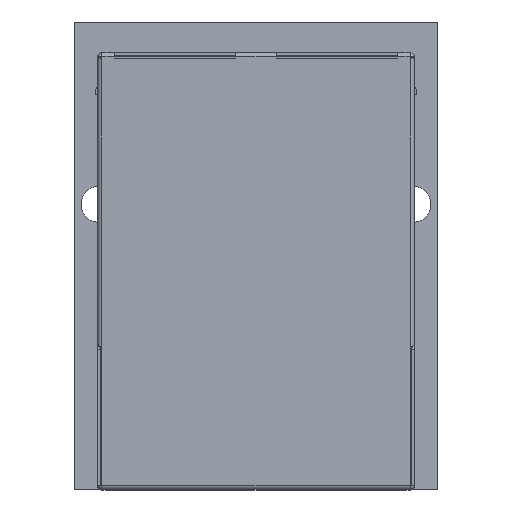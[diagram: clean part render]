
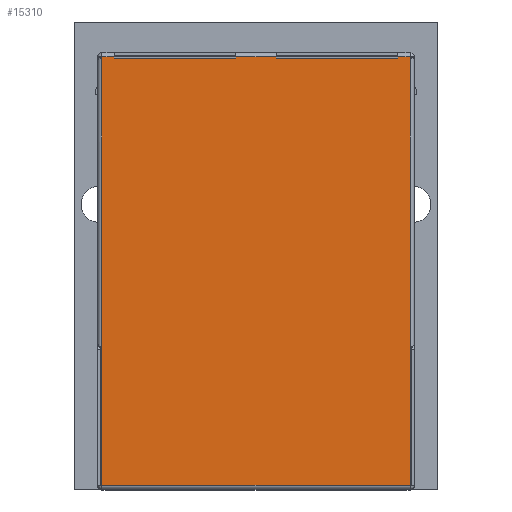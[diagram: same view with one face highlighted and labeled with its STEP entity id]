
A CAD part, top view. The second image highlights one B-rep face of the part: STEP entity #15310.
In plain terms, the highlighted planar face has unit normal (0, 0, 1).
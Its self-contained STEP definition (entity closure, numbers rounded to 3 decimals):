
#15003 = VERTEX_POINT('',#15004);
#15004 = CARTESIAN_POINT('',(-7.625,-12.87,
    13.84));
#15012 = EDGE_CURVE('',#15013,#15003,#15015,.T.);
#15013 = VERTEX_POINT('',#15014);
#15014 = CARTESIAN_POINT('',(-7.625,8.32,
    13.84));
#15015 = LINE('',#15016,#15017);
#15016 = CARTESIAN_POINT('',(-7.625,8.32,
    13.84));
#15017 = VECTOR('',#15018,1.);
#15018 = DIRECTION('',(0.,-1.,0.));
#15175 = EDGE_CURVE('',#15176,#15178,#15180,.T.);
#15176 = VERTEX_POINT('',#15177);
#15177 = CARTESIAN_POINT('',(7.,8.32,
    13.84));
#15178 = VERTEX_POINT('',#15179);
#15179 = CARTESIAN_POINT('',(7.625,8.32,
    13.84));
#15180 = LINE('',#15181,#15182);
#15181 = CARTESIAN_POINT('',(7.,8.32,
    13.84));
#15182 = VECTOR('',#15183,1.);
#15183 = DIRECTION('',(1.,0.,0.));
#15208 = EDGE_CURVE('',#15209,#15211,#15213,.T.);
#15209 = VERTEX_POINT('',#15210);
#15210 = CARTESIAN_POINT('',(-1.,8.32,
    13.84));
#15211 = VERTEX_POINT('',#15212);
#15212 = CARTESIAN_POINT('',(1.,8.32,
    13.84));
#15213 = LINE('',#15214,#15215);
#15214 = CARTESIAN_POINT('',(-1.,8.32,
    13.84));
#15215 = VECTOR('',#15216,1.);
#15216 = DIRECTION('',(1.,0.,0.));
#15243 = EDGE_CURVE('',#15013,#15244,#15246,.T.);
#15244 = VERTEX_POINT('',#15245);
#15245 = CARTESIAN_POINT('',(-7.,8.32,
    13.84));
#15246 = LINE('',#15247,#15248);
#15247 = CARTESIAN_POINT('',(-7.625,8.32,
    13.84));
#15248 = VECTOR('',#15249,1.);
#15249 = DIRECTION('',(1.,0.,0.));
#15268 = EDGE_CURVE('',#15176,#15269,#15271,.T.);
#15269 = VERTEX_POINT('',#15270);
#15270 = CARTESIAN_POINT('',(7.,8.26,
    13.84));
#15271 = LINE('',#15272,#15273);
#15272 = CARTESIAN_POINT('',(7.,8.32,
    13.84));
#15273 = VECTOR('',#15274,1.);
#15274 = DIRECTION('',(0.,-1.,0.));
#15310 = ADVANCED_FACE('',(#15311),#15368,.T.);
#15311 = FACE_BOUND('',#15312,.F.);
#15312 = EDGE_LOOP('',(#15313,#15321,#15322,#15323,#15331,#15339,#15345,
    #15346,#15354,#15360,#15361,#15362));
#15313 = ORIENTED_EDGE('',*,*,#15314,.T.);
#15314 = EDGE_CURVE('',#15315,#15003,#15317,.T.);
#15315 = VERTEX_POINT('',#15316);
#15316 = CARTESIAN_POINT('',(7.625,-12.87,
    13.84));
#15317 = LINE('',#15318,#15319);
#15318 = CARTESIAN_POINT('',(7.625,-12.87,
    13.84));
#15319 = VECTOR('',#15320,1.);
#15320 = DIRECTION('',(-1.,0.,0.));
#15321 = ORIENTED_EDGE('',*,*,#15012,.F.);
#15322 = ORIENTED_EDGE('',*,*,#15243,.T.);
#15323 = ORIENTED_EDGE('',*,*,#15324,.T.);
#15324 = EDGE_CURVE('',#15244,#15325,#15327,.T.);
#15325 = VERTEX_POINT('',#15326);
#15326 = CARTESIAN_POINT('',(-7.,8.26,
    13.84));
#15327 = LINE('',#15328,#15329);
#15328 = CARTESIAN_POINT('',(-7.,8.32,
    13.84));
#15329 = VECTOR('',#15330,1.);
#15330 = DIRECTION('',(0.,-1.,0.));
#15331 = ORIENTED_EDGE('',*,*,#15332,.F.);
#15332 = EDGE_CURVE('',#15333,#15325,#15335,.T.);
#15333 = VERTEX_POINT('',#15334);
#15334 = CARTESIAN_POINT('',(-1.,8.26,
    13.84));
#15335 = LINE('',#15336,#15337);
#15336 = CARTESIAN_POINT('',(-1.,8.26,
    13.84));
#15337 = VECTOR('',#15338,1.);
#15338 = DIRECTION('',(-1.,0.,0.));
#15339 = ORIENTED_EDGE('',*,*,#15340,.F.);
#15340 = EDGE_CURVE('',#15209,#15333,#15341,.T.);
#15341 = LINE('',#15342,#15343);
#15342 = CARTESIAN_POINT('',(-1.,8.32,
    13.84));
#15343 = VECTOR('',#15344,1.);
#15344 = DIRECTION('',(0.,-1.,0.));
#15345 = ORIENTED_EDGE('',*,*,#15208,.T.);
#15346 = ORIENTED_EDGE('',*,*,#15347,.T.);
#15347 = EDGE_CURVE('',#15211,#15348,#15350,.T.);
#15348 = VERTEX_POINT('',#15349);
#15349 = CARTESIAN_POINT('',(1.,8.26,
    13.84));
#15350 = LINE('',#15351,#15352);
#15351 = CARTESIAN_POINT('',(1.,8.32,
    13.84));
#15352 = VECTOR('',#15353,1.);
#15353 = DIRECTION('',(0.,-1.,0.));
#15354 = ORIENTED_EDGE('',*,*,#15355,.T.);
#15355 = EDGE_CURVE('',#15348,#15269,#15356,.T.);
#15356 = LINE('',#15357,#15358);
#15357 = CARTESIAN_POINT('',(1.,8.26,
    13.84));
#15358 = VECTOR('',#15359,1.);
#15359 = DIRECTION('',(1.,0.,0.));
#15360 = ORIENTED_EDGE('',*,*,#15268,.F.);
#15361 = ORIENTED_EDGE('',*,*,#15175,.T.);
#15362 = ORIENTED_EDGE('',*,*,#15363,.T.);
#15363 = EDGE_CURVE('',#15178,#15315,#15364,.T.);
#15364 = LINE('',#15365,#15366);
#15365 = CARTESIAN_POINT('',(7.625,8.32,
    13.84));
#15366 = VECTOR('',#15367,1.);
#15367 = DIRECTION('',(0.,-1.,0.));
#15368 = PLANE('',#15369);
#15369 = AXIS2_PLACEMENT_3D('',#15370,#15371,#15372);
#15370 = CARTESIAN_POINT('',(-7.625,8.52,
    13.84));
#15371 = DIRECTION('',(0.,0.,1.));
#15372 = DIRECTION('',(1.,0.,0.));
